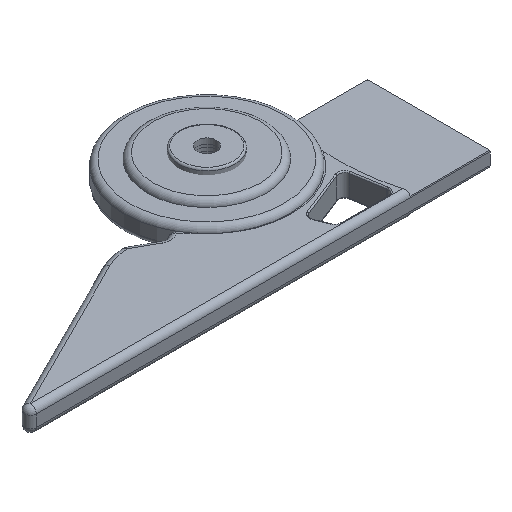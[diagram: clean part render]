
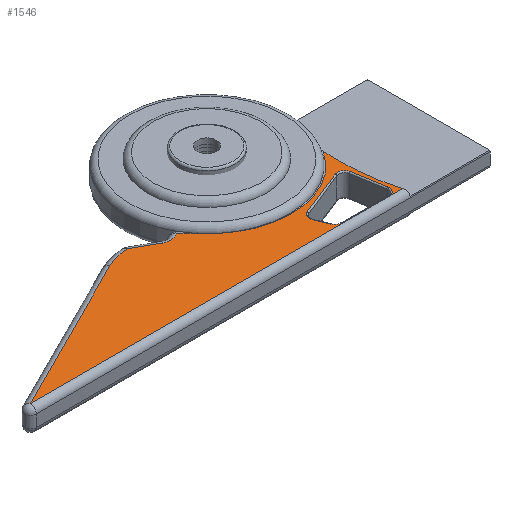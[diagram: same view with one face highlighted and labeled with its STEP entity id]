
A CAD part, isometric view. The second image highlights one B-rep face of the part: STEP entity #1546.
In plain terms, the highlighted planar face has unit normal (0, 0, 1).
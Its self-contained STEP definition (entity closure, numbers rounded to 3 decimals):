
#1070=CARTESIAN_POINT('',(-57.585,-218.666,3.258));
#1071=VERTEX_POINT('',#1070);
#1079=CARTESIAN_POINT('',(-34.891,-217.241,3.258));
#1080=VERTEX_POINT('',#1079);
#1081=CARTESIAN_POINT('',(-46.75,-209.8,3.258));
#1082=DIRECTION('',(-0.,-0.,-1.));
#1083=DIRECTION('',(1.,0.,-0.));
#1084=AXIS2_PLACEMENT_3D('',#1081,#1082,#1083);
#1085=CIRCLE('',#1084,14.);
#1086=EDGE_CURVE('',#1080,#1071,#1085,.T.);
#1126=CARTESIAN_POINT('',(-33.686,-229.5,3.258));
#1127=VERTEX_POINT('',#1126);
#1138=CARTESIAN_POINT('',(-96.514,-229.5,3.258));
#1139=VERTEX_POINT('',#1138);
#1140=CARTESIAN_POINT('',(-96.514,-229.5,3.258));
#1141=DIRECTION('',(1.,0.,-0.));
#1142=VECTOR('',#1141,62.828);
#1143=LINE('',#1140,#1142);
#1144=EDGE_CURVE('',#1139,#1127,#1143,.T.);
#1246=CARTESIAN_POINT('',(-69.674,-216.08,3.258));
#1247=VERTEX_POINT('',#1246);
#1248=CARTESIAN_POINT('',(-65.713,-215.046,3.258));
#1249=VERTEX_POINT('',#1248);
#1250=CARTESIAN_POINT('',(-65.247,-224.935,3.258));
#1251=DIRECTION('',(-0.,-0.,-1.));
#1252=DIRECTION('',(1.,0.,-0.));
#1253=AXIS2_PLACEMENT_3D('',#1250,#1251,#1252);
#1254=CIRCLE('',#1253,9.9);
#1255=EDGE_CURVE('',#1247,#1249,#1254,.T.);
#1411=CARTESIAN_POINT('',(-33.25,-230.5,3.258));
#1412=DIRECTION('',(0.,0.,1.));
#1413=DIRECTION('',(1.,0.,0.));
#1414=AXIS2_PLACEMENT_3D('',#1411,#1412,#1413);
#1415=PLANE('',#1414);
#1416=ORIENTED_EDGE('',*,*,#1144,.T.);
#1417=CARTESIAN_POINT('',(-35.,-220.,3.258));
#1418=VERTEX_POINT('',#1417);
#1419=CARTESIAN_POINT('',(0.,-220.,3.258));
#1420=DIRECTION('',(-0.,-0.,-1.));
#1421=DIRECTION('',(1.,0.,-0.));
#1422=AXIS2_PLACEMENT_3D('',#1419,#1420,#1421);
#1423=CIRCLE('',#1422,35.);
#1424=EDGE_CURVE('',#1127,#1418,#1423,.T.);
#1425=ORIENTED_EDGE('',*,*,#1424,.T.);
#1426=CARTESIAN_POINT('',(0.,-220.,3.258));
#1427=DIRECTION('',(-0.,-0.,-1.));
#1428=DIRECTION('',(1.,0.,-0.));
#1429=AXIS2_PLACEMENT_3D('',#1426,#1427,#1428);
#1430=CIRCLE('',#1429,35.);
#1431=EDGE_CURVE('',#1418,#1080,#1430,.T.);
#1432=ORIENTED_EDGE('',*,*,#1431,.T.);
#1433=ORIENTED_EDGE('',*,*,#1086,.T.);
#1434=CARTESIAN_POINT('',(-59.385,-216.957,3.258));
#1435=VERTEX_POINT('',#1434);
#1436=CARTESIAN_POINT('',(-65.247,-224.935,3.258));
#1437=DIRECTION('',(-0.,-0.,-1.));
#1438=DIRECTION('',(1.,0.,-0.));
#1439=AXIS2_PLACEMENT_3D('',#1436,#1437,#1438);
#1440=CIRCLE('',#1439,9.9);
#1441=EDGE_CURVE('',#1435,#1071,#1440,.T.);
#1442=ORIENTED_EDGE('',*,*,#1441,.F.);
#1443=CARTESIAN_POINT('',(-61.881,-217.195,3.258));
#1444=VERTEX_POINT('',#1443);
#1445=CARTESIAN_POINT('',(-60.805,-215.277,3.258));
#1446=DIRECTION('',(-0.,-0.,-1.));
#1447=DIRECTION('',(1.,0.,-0.));
#1448=AXIS2_PLACEMENT_3D('',#1445,#1446,#1447);
#1449=CIRCLE('',#1448,2.2);
#1450=EDGE_CURVE('',#1435,#1444,#1449,.T.);
#1451=ORIENTED_EDGE('',*,*,#1450,.T.);
#1452=CARTESIAN_POINT('',(-61.881,-217.195,3.258));
#1453=DIRECTION('',(-0.872,0.489,-0.));
#1454=VECTOR('',#1453,4.394);
#1455=LINE('',#1452,#1454);
#1456=EDGE_CURVE('',#1444,#1249,#1455,.T.);
#1457=ORIENTED_EDGE('',*,*,#1456,.T.);
#1458=ORIENTED_EDGE('',*,*,#1255,.F.);
#1459=CARTESIAN_POINT('',(-69.674,-216.08,3.258));
#1460=DIRECTION('',(-0.894,-0.447,0.));
#1461=VECTOR('',#1460,30.007);
#1462=LINE('',#1459,#1461);
#1463=EDGE_CURVE('',#1247,#1139,#1462,.T.);
#1464=ORIENTED_EDGE('',*,*,#1463,.T.);
#1465=EDGE_LOOP('',(#1416,#1425,#1432,#1433,#1442,#1451,#1457,#1458,#1464));
#1466=FACE_BOUND('',#1465,.T.);
#1467=CARTESIAN_POINT('',(-35.596,-222.588,3.258));
#1468=VERTEX_POINT('',#1467);
#1469=CARTESIAN_POINT('',(-34.68,-227.985,3.258));
#1470=VERTEX_POINT('',#1469);
#1471=CARTESIAN_POINT('',(-35.596,-222.588,3.258));
#1472=DIRECTION('',(0.167,-0.986,-0.));
#1473=VECTOR('',#1472,5.474);
#1474=LINE('',#1471,#1473);
#1475=EDGE_CURVE('',#1468,#1470,#1474,.T.);
#1476=ORIENTED_EDGE('',*,*,#1475,.T.);
#1477=CARTESIAN_POINT('',(-34.663,-228.186,3.258));
#1478=VERTEX_POINT('',#1477);
#1479=CARTESIAN_POINT('',(-35.863,-228.186,3.258));
#1480=DIRECTION('',(-0.,-0.,-1.));
#1481=DIRECTION('',(1.,0.,-0.));
#1482=AXIS2_PLACEMENT_3D('',#1479,#1480,#1481);
#1483=CIRCLE('',#1482,1.2);
#1484=EDGE_CURVE('',#1470,#1478,#1483,.T.);
#1485=ORIENTED_EDGE('',*,*,#1484,.T.);
#1486=CARTESIAN_POINT('',(-35.863,-229.386,3.258));
#1487=VERTEX_POINT('',#1486);
#1488=CARTESIAN_POINT('',(-35.863,-228.186,3.258));
#1489=DIRECTION('',(-0.,-0.,-1.));
#1490=DIRECTION('',(1.,0.,-0.));
#1491=AXIS2_PLACEMENT_3D('',#1488,#1489,#1490);
#1492=CIRCLE('',#1491,1.2);
#1493=EDGE_CURVE('',#1478,#1487,#1492,.T.);
#1494=ORIENTED_EDGE('',*,*,#1493,.T.);
#1495=CARTESIAN_POINT('',(-43.809,-229.386,3.258));
#1496=VERTEX_POINT('',#1495);
#1497=CARTESIAN_POINT('',(-35.863,-229.386,3.258));
#1498=DIRECTION('',(-1.,-0.,0.));
#1499=VECTOR('',#1498,7.946);
#1500=LINE('',#1497,#1499);
#1501=EDGE_CURVE('',#1487,#1496,#1500,.T.);
#1502=ORIENTED_EDGE('',*,*,#1501,.T.);
#1503=CARTESIAN_POINT('',(-44.923,-228.631,3.258));
#1504=VERTEX_POINT('',#1503);
#1505=CARTESIAN_POINT('',(-43.809,-228.186,3.258));
#1506=DIRECTION('',(-0.,-0.,-1.));
#1507=DIRECTION('',(1.,0.,-0.));
#1508=AXIS2_PLACEMENT_3D('',#1505,#1506,#1507);
#1509=CIRCLE('',#1508,1.2);
#1510=EDGE_CURVE('',#1496,#1504,#1509,.T.);
#1511=ORIENTED_EDGE('',*,*,#1510,.T.);
#1512=CARTESIAN_POINT('',(-45.814,-226.403,3.258));
#1513=VERTEX_POINT('',#1512);
#1514=CARTESIAN_POINT('',(-44.923,-228.631,3.258));
#1515=DIRECTION('',(-0.371,0.928,-0.));
#1516=VECTOR('',#1515,2.4);
#1517=LINE('',#1514,#1516);
#1518=EDGE_CURVE('',#1504,#1513,#1517,.T.);
#1519=ORIENTED_EDGE('',*,*,#1518,.T.);
#1520=CARTESIAN_POINT('',(-45.146,-224.843,3.258));
#1521=VERTEX_POINT('',#1520);
#1522=CARTESIAN_POINT('',(-44.7,-225.957,3.258));
#1523=DIRECTION('',(-0.,-0.,-1.));
#1524=DIRECTION('',(1.,0.,-0.));
#1525=AXIS2_PLACEMENT_3D('',#1522,#1523,#1524);
#1526=CIRCLE('',#1525,1.2);
#1527=EDGE_CURVE('',#1513,#1521,#1526,.T.);
#1528=ORIENTED_EDGE('',*,*,#1527,.T.);
#1529=CARTESIAN_POINT('',(-37.224,-221.674,3.258));
#1530=VERTEX_POINT('',#1529);
#1531=CARTESIAN_POINT('',(-45.146,-224.843,3.258));
#1532=DIRECTION('',(0.928,0.371,-0.));
#1533=VECTOR('',#1532,8.532);
#1534=LINE('',#1531,#1533);
#1535=EDGE_CURVE('',#1521,#1530,#1534,.T.);
#1536=ORIENTED_EDGE('',*,*,#1535,.T.);
#1537=CARTESIAN_POINT('',(-36.779,-222.789,3.258));
#1538=DIRECTION('',(-0.,-0.,-1.));
#1539=DIRECTION('',(1.,0.,-0.));
#1540=AXIS2_PLACEMENT_3D('',#1537,#1538,#1539);
#1541=CIRCLE('',#1540,1.2);
#1542=EDGE_CURVE('',#1530,#1468,#1541,.T.);
#1543=ORIENTED_EDGE('',*,*,#1542,.T.);
#1544=EDGE_LOOP('',(#1476,#1485,#1494,#1502,#1511,#1519,#1528,#1536,#1543));
#1545=FACE_BOUND('',#1544,.T.);
#1546=ADVANCED_FACE('',(#1466,#1545),#1415,.T.);
